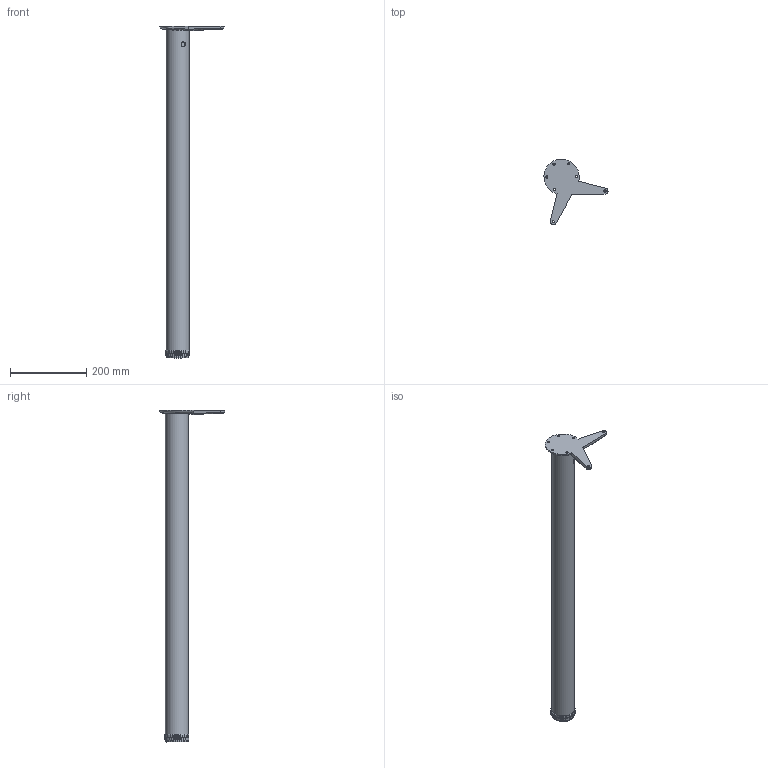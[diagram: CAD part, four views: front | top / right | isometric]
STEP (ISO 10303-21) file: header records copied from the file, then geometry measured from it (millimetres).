
FILE_DESCRIPTION(('STEP AP214'),'1');
FILE_NAME('3010011 Standard 6 H870 .STP','2025-01-06T08:57:12',(' '),(' '),'Spatial InterOp 3D',' ',' ');
FILE_SCHEMA(('AUTOMOTIVE_DESIGN { 1 0 10303 214 1 1 1 1 }'));
Length unit declared in the file: millimetre
Products named in the file (1): None
Bounding box: 167.84 x 171.79 x 870 mm (x, y, z)
Volume: 2531443.1 mm3; surface area: 190645.8 mm2
Topology: 1 solids, 1 shells, 63 faces, 187 edges, 129 vertices
Faces by surface type: bspline 33, plane 19, cylinder 11
Full cylindrical faces by diameter (mm): 13 x1, 59 x1, 60 x1, 61 x1, 63.7 x1, 64 x1
Entity records: 4684 total; most frequent: CARTESIAN_POINT 2944, ORIENTED_EDGE 356, DIRECTION 292, EDGE_CURVE 178, VERTEX_POINT 128, AXIS2_PLACEMENT_3D 127, CIRCLE 95, EDGE_LOOP 88
